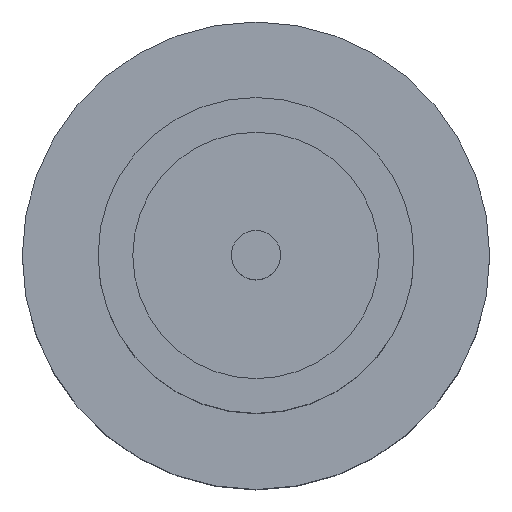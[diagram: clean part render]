
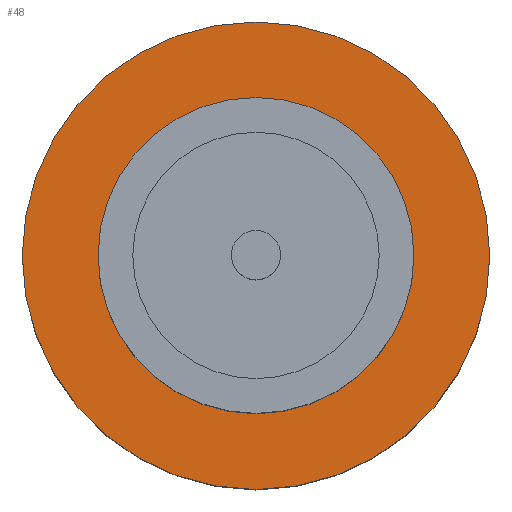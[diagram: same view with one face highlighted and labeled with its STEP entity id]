
A CAD part, top view. The second image highlights one B-rep face of the part: STEP entity #48.
In plain terms, the highlighted planar face has unit normal (0, 0, 1).
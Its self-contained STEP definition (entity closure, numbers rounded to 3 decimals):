
#3 = CARTESIAN_POINT ( 'NONE',  ( 0., 0., 1.55 ) ) ;
#26 = DIRECTION ( 'NONE',  ( 1., 0., 0. ) ) ;
#48 = ADVANCED_FACE ( 'NONE', ( #631, #640 ), #605, .T. ) ;
#69 = DIRECTION ( 'NONE',  ( 1., 0., 0. ) ) ;
#101 = ORIENTED_EDGE ( 'NONE', *, *, #628, .F. ) ;
#102 = EDGE_LOOP ( 'NONE', ( #361, #616 ) ) ;
#165 = AXIS2_PLACEMENT_3D ( 'NONE', #491, #263, #615 ) ;
#173 = CARTESIAN_POINT ( 'NONE',  ( -1.25, 0., 1.55 ) ) ;
#189 = CIRCLE ( 'NONE', #497, 1.25 ) ;
#218 = VERTEX_POINT ( 'NONE', #173 ) ;
#222 = CIRCLE ( 'NONE', #350, 1.85 ) ;
#224 = CIRCLE ( 'NONE', #272, 1.25 ) ;
#234 = DIRECTION ( 'NONE',  ( 1., 0., 0. ) ) ;
#263 = DIRECTION ( 'NONE',  ( 0., 0., 1. ) ) ;
#272 = AXIS2_PLACEMENT_3D ( 'NONE', #572, #305, #234 ) ;
#305 = DIRECTION ( 'NONE',  ( 0., 0., 1. ) ) ;
#309 = CARTESIAN_POINT ( 'NONE',  ( 0., 0., 1.55 ) ) ;
#314 = DIRECTION ( 'NONE',  ( 0., 0., 1. ) ) ;
#350 = AXIS2_PLACEMENT_3D ( 'NONE', #309, #374, #26 ) ;
#361 = ORIENTED_EDGE ( 'NONE', *, *, #653, .T. ) ;
#370 = CARTESIAN_POINT ( 'NONE',  ( -1.85, 0., 1.55 ) ) ;
#374 = DIRECTION ( 'NONE',  ( 0., 0., 1. ) ) ;
#441 = AXIS2_PLACEMENT_3D ( 'NONE', #3, #574, #69 ) ;
#467 = VERTEX_POINT ( 'NONE', #584 ) ;
#484 = DIRECTION ( 'NONE',  ( 1., 0., 0. ) ) ;
#491 = CARTESIAN_POINT ( 'NONE',  ( 0., 0., 1.55 ) ) ;
#497 = AXIS2_PLACEMENT_3D ( 'NONE', #715, #314, #484 ) ;
#502 = CIRCLE ( 'NONE', #441, 1.85 ) ;
#508 = EDGE_CURVE ( 'NONE', #467, #650, #502, .T. ) ;
#559 = EDGE_LOOP ( 'NONE', ( #591, #101 ) ) ;
#564 = EDGE_CURVE ( 'NONE', #746, #218, #224, .T. ) ;
#572 = CARTESIAN_POINT ( 'NONE',  ( 0., 0., 1.55 ) ) ;
#574 = DIRECTION ( 'NONE',  ( 0., 0., 1. ) ) ;
#584 = CARTESIAN_POINT ( 'NONE',  ( 1.85, 0., 1.55 ) ) ;
#591 = ORIENTED_EDGE ( 'NONE', *, *, #564, .F. ) ;
#605 = PLANE ( 'NONE',  #165 ) ;
#615 = DIRECTION ( 'NONE',  ( 1., 0., 0. ) ) ;
#616 = ORIENTED_EDGE ( 'NONE', *, *, #508, .T. ) ;
#628 = EDGE_CURVE ( 'NONE', #218, #746, #189, .T. ) ;
#631 = FACE_BOUND ( 'NONE', #559, .T. ) ;
#640 = FACE_OUTER_BOUND ( 'NONE', #102, .T. ) ;
#650 = VERTEX_POINT ( 'NONE', #370 ) ;
#653 = EDGE_CURVE ( 'NONE', #650, #467, #222, .T. ) ;
#715 = CARTESIAN_POINT ( 'NONE',  ( 0., 0., 1.55 ) ) ;
#729 = CARTESIAN_POINT ( 'NONE',  ( 1.25, 0., 1.55 ) ) ;
#746 = VERTEX_POINT ( 'NONE', #729 ) ;
